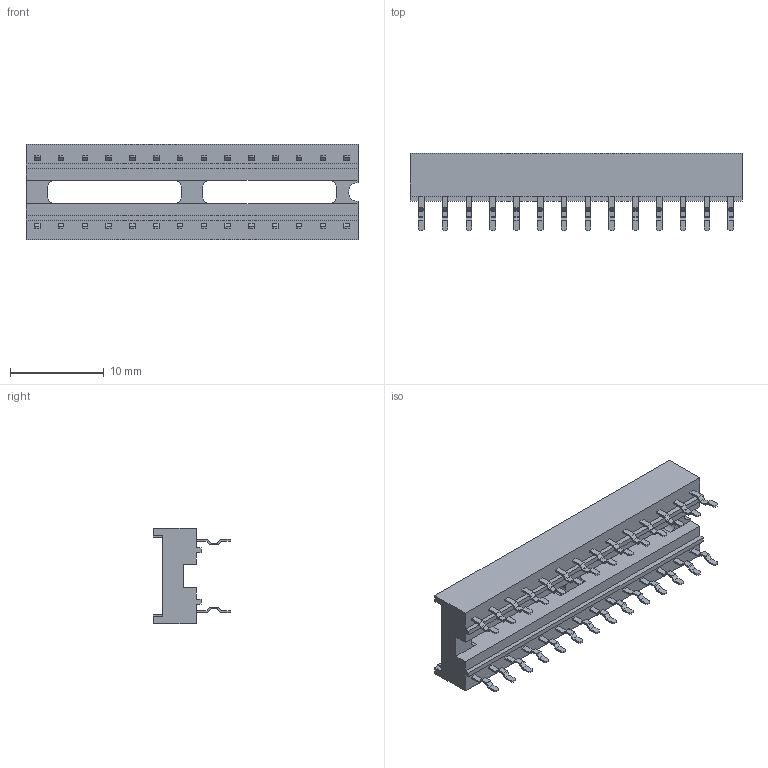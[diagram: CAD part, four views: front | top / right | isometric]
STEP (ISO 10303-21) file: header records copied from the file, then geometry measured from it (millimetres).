
FILE_DESCRIPTION (( 'STEP AP203' ), '1' );
FILE_NAME ('4828-3004-CP.STEP', '2024-04-23T13:58:19', ( '' ), ( '' ), 'SwSTEP 2.0', 'SolidWorks 2023', '' );
FILE_SCHEMA (( 'CONFIG_CONTROL_DESIGN' ));
Length unit declared in the file: millimetre
Products named in the file (1): 4828-3004-CP
Bounding box: 35.43 x 8.23 x 10.16 mm (x, y, z)
Volume: 937.4 mm3; surface area: 2362.7 mm2
Topology: 1 solids, 1 shells, 1214 faces, 3530 edges, 2344 vertices
Faces by surface type: plane 953, cylinder 261
Entity records: 39833 total; most frequent: CARTESIAN_POINT 7173, ORIENTED_EDGE 7060, DIRECTION 6482, EDGE_CURVE 3530, VECTOR 2952, LINE 2952, VERTEX_POINT 2344, AXIS2_PLACEMENT_3D 1765
